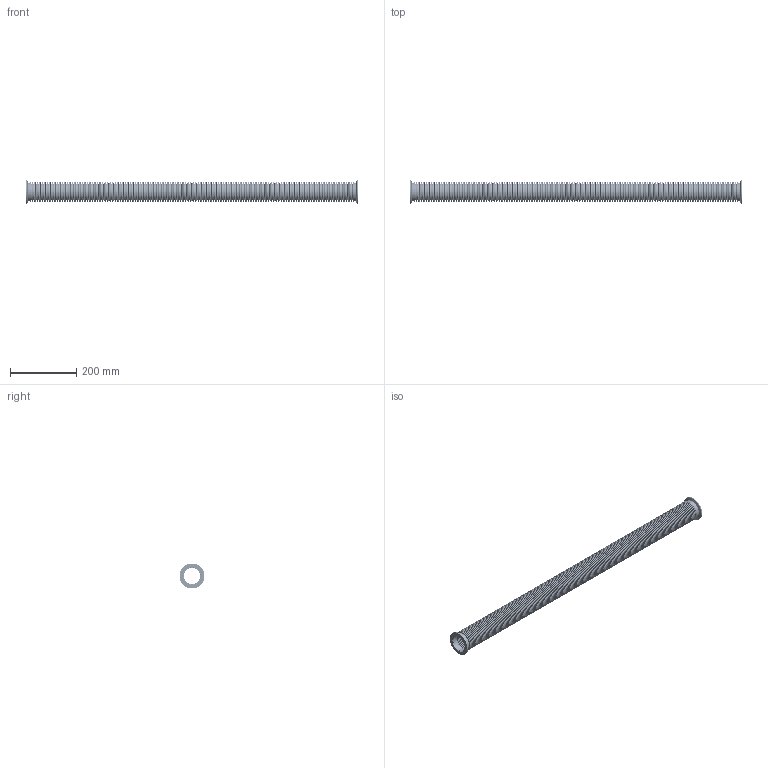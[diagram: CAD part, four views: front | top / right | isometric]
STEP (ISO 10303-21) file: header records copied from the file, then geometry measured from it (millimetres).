
FILE_DESCRIPTION (( 'STEP AP214' ), '1' );
FILE_NAME ('120SWN050-1000.stp', '2017-06-07T11:41:58', ( '' ), ( '' ), 'SwSTEP 2.0', 'SolidWorks 2015', '' );
FILE_SCHEMA (( 'AUTOMOTIVE_DESIGN' ));
Length unit declared in the file: millimetre
Products named in the file (1): 120SWN050-1000
Bounding box: 1000 x 75 x 75 mm (x, y, z)
Volume: 141949.9 mm3; surface area: 1111039.8 mm2
Topology: 3 solids, 3 shells, 5484 faces, 10970 edges, 6270 vertices
Faces by surface type: torus 3116, cylinder 1580, plane 784, cone 4
Entity records: 204548 total; most frequent: DIRECTION 31326, CARTESIAN_POINT 22725, ORIENTED_EDGE 21940, AXIS2_PLACEMENT_3D 14871, EDGE_CURVE 10970, CIRCLE 9386, VERTEX_POINT 6270, EDGE_LOOP 6268
